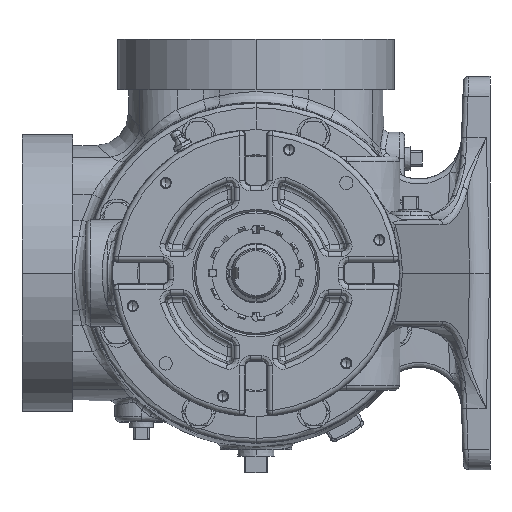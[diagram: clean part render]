
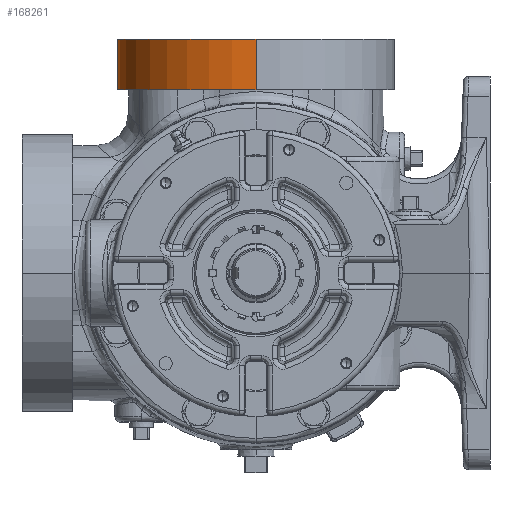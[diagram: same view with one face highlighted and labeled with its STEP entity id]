
A CAD part, left-side view. The second image highlights one B-rep face of the part: STEP entity #168261.
In plain terms, the highlighted cylindrical face has radius 82.55 mm (diameter 165.1 mm), a partial arc.
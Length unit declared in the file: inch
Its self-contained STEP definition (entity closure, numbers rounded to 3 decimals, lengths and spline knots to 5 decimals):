
#6877 = FACE_OUTER_BOUND ( 'NONE', #9358, .T. ) ;
#9358 = EDGE_LOOP ( 'NONE', ( #162907, #87260, #23192, #154899 ) ) ;
#12927 = AXIS2_PLACEMENT_3D ( 'NONE', #144873, #21285, #89827 ) ;
#21285 = DIRECTION ( 'NONE',  ( 0., 0., -1. ) ) ;
#21903 = VERTEX_POINT ( 'NONE', #78660 ) ;
#23192 = ORIENTED_EDGE ( 'NONE', *, *, #143973, .F. ) ;
#33935 = CYLINDRICAL_SURFACE ( 'NONE', #12927, 3.25 ) ;
#38375 = CARTESIAN_POINT ( 'NONE',  ( -0.47, 0., 3.8174 ) ) ;
#52319 = CARTESIAN_POINT ( 'NONE',  ( 6.03, 0., 4.31 ) ) ;
#66175 = CARTESIAN_POINT ( 'NONE',  ( 2.78, 0., 5.5 ) ) ;
#66583 = VERTEX_POINT ( 'NONE', #52319 ) ;
#69550 = EDGE_CURVE ( 'NONE', #21903, #126483, #106984, .T. ) ;
#75443 = VERTEX_POINT ( 'NONE', #173806 ) ;
#77916 = AXIS2_PLACEMENT_3D ( 'NONE', #66175, #121253, #96872 ) ;
#78660 = CARTESIAN_POINT ( 'NONE',  ( -0.47, 0., 5.5 ) ) ;
#84474 = CARTESIAN_POINT ( 'NONE',  ( 2.78, 0., 4.31 ) ) ;
#87260 = ORIENTED_EDGE ( 'NONE', *, *, #155495, .T. ) ;
#89827 = DIRECTION ( 'NONE',  ( -1., 0., 0. ) ) ;
#91461 = CIRCLE ( 'NONE', #157767, 3.25 ) ;
#96448 = CARTESIAN_POINT ( 'NONE',  ( -0.47, 0., 4.31 ) ) ;
#96872 = DIRECTION ( 'NONE',  ( -1., 0., 0. ) ) ;
#98052 = DIRECTION ( 'NONE',  ( 0., 0., -1. ) ) ;
#99140 = CARTESIAN_POINT ( 'NONE',  ( 6.03, 0., 3.8174 ) ) ;
#106984 = LINE ( 'NONE', #38375, #125219 ) ;
#121253 = DIRECTION ( 'NONE',  ( 0., 0., -1. ) ) ;
#121396 = EDGE_CURVE ( 'NONE', #21903, #75443, #149914, .T. ) ;
#125219 = VECTOR ( 'NONE', #150211, 39.37008 ) ;
#126483 = VERTEX_POINT ( 'NONE', #96448 ) ;
#136363 = VECTOR ( 'NONE', #178480, 39.37008 ) ;
#140624 = LINE ( 'NONE', #99140, #136363 ) ;
#143973 = EDGE_CURVE ( 'NONE', #126483, #66583, #91461, .T. ) ;
#144873 = CARTESIAN_POINT ( 'NONE',  ( 2.78, 0., 3.8174 ) ) ;
#149914 = CIRCLE ( 'NONE', #77916, 3.25 ) ;
#150211 = DIRECTION ( 'NONE',  ( 0., 0., -1. ) ) ;
#154818 = DIRECTION ( 'NONE',  ( -1., 0., 0. ) ) ;
#154899 = ORIENTED_EDGE ( 'NONE', *, *, #69550, .F. ) ;
#155495 = EDGE_CURVE ( 'NONE', #75443, #66583, #140624, .T. ) ;
#157767 = AXIS2_PLACEMENT_3D ( 'NONE', #84474, #98052, #154818 ) ;
#162907 = ORIENTED_EDGE ( 'NONE', *, *, #121396, .T. ) ;
#168261 = ADVANCED_FACE ( 'Defeatured_0_3036', ( #6877 ), #33935, .T. ) ;
#173806 = CARTESIAN_POINT ( 'NONE',  ( 6.03, 0., 5.5 ) ) ;
#178480 = DIRECTION ( 'NONE',  ( 0., 0., -1. ) ) ;
